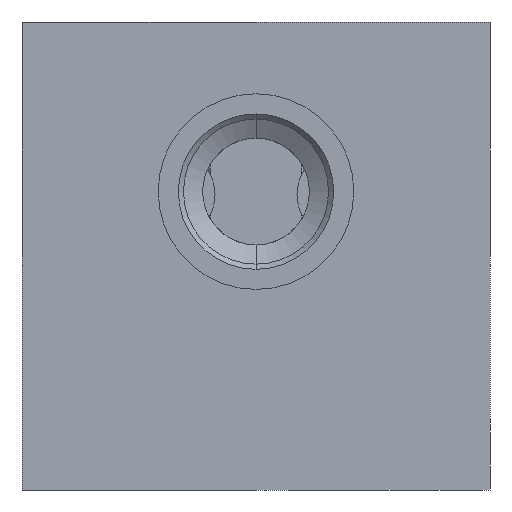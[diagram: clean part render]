
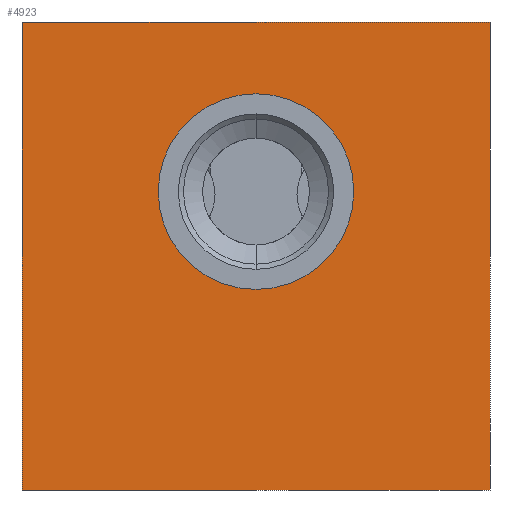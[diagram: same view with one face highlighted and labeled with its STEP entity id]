
A CAD part, left-side view. The second image highlights one B-rep face of the part: STEP entity #4923.
In plain terms, the highlighted planar face has unit normal (-1, 0, 0).
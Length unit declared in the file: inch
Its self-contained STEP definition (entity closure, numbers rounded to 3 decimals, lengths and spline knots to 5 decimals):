
#1=DIRECTION('',(0.,-1.,0.));
#2=VECTOR('',#1,5.);
#3=CARTESIAN_POINT('',(0.,0.,0.));
#4=LINE('',#3,#2);
#37=DIRECTION('',(0.,0.,1.));
#38=VECTOR('',#37,5.);
#39=CARTESIAN_POINT('',(0.,0.,0.));
#40=LINE('',#39,#38);
#41=CARTESIAN_POINT('',(0.,-2.5,3.188));
#42=DIRECTION('',(1.,0.,0.));
#43=DIRECTION('',(0.,0.,-1.));
#44=AXIS2_PLACEMENT_3D('',#41,#42,#43);
#46=CARTESIAN_POINT('',(0.,-2.5,3.188));
#47=DIRECTION('',(1.,0.,0.));
#48=DIRECTION('',(0.,0.,1.));
#49=AXIS2_PLACEMENT_3D('',#46,#47,#48);
#119=DIRECTION('',(0.,0.,1.));
#120=VECTOR('',#119,5.);
#121=CARTESIAN_POINT('',(0.,-5.,0.));
#122=LINE('',#121,#120);
#143=DIRECTION('',(0.,-1.,0.));
#144=VECTOR('',#143,5.);
#145=CARTESIAN_POINT('',(0.,0.,5.));
#146=LINE('',#145,#144);
#4313=CARTESIAN_POINT('',(0.,0.,0.));
#4314=CARTESIAN_POINT('',(0.,-5.,0.));
#4315=VERTEX_POINT('',#4313);
#4316=VERTEX_POINT('',#4314);
#4321=CARTESIAN_POINT('',(0.,0.,5.));
#4322=CARTESIAN_POINT('',(0.,-5.,5.));
#4323=VERTEX_POINT('',#4321);
#4324=VERTEX_POINT('',#4322);
#4565=CARTESIAN_POINT('',(0.,-2.5,2.143));
#4566=CARTESIAN_POINT('',(0.,-2.5,4.233));
#4567=VERTEX_POINT('',#4565);
#4568=VERTEX_POINT('',#4566);
#4903=CARTESIAN_POINT('',(0.,0.,0.));
#4904=DIRECTION('',(-1.,0.,0.));
#4905=DIRECTION('',(0.,-1.,0.));
#4906=AXIS2_PLACEMENT_3D('',#4903,#4904,#4905);
#4907=PLANE('',#4906);
#4908=ORIENTED_EDGE('',*,*,#4880,.F.);
#4910=ORIENTED_EDGE('',*,*,#4909,.T.);
#4912=ORIENTED_EDGE('',*,*,#4911,.T.);
#4914=ORIENTED_EDGE('',*,*,#4913,.F.);
#4915=EDGE_LOOP('',(#4908,#4910,#4912,#4914));
#4916=FACE_OUTER_BOUND('',#4915,.F.);
#4918=ORIENTED_EDGE('',*,*,#4917,.F.);
#4920=ORIENTED_EDGE('',*,*,#4919,.F.);
#4921=EDGE_LOOP('',(#4918,#4920));
#4922=FACE_BOUND('',#4921,.F.);
#4923=ADVANCED_FACE('',(#4916,#4922),#4907,.T.);
#45=CIRCLE('',#44,1.045);
#50=CIRCLE('',#49,1.045);
#4880=EDGE_CURVE('',#4315,#4316,#4,.T.);
#4909=EDGE_CURVE('',#4315,#4323,#40,.T.);
#4911=EDGE_CURVE('',#4323,#4324,#146,.T.);
#4913=EDGE_CURVE('',#4316,#4324,#122,.T.);
#4917=EDGE_CURVE('',#4567,#4568,#45,.T.);
#4919=EDGE_CURVE('',#4568,#4567,#50,.T.);
